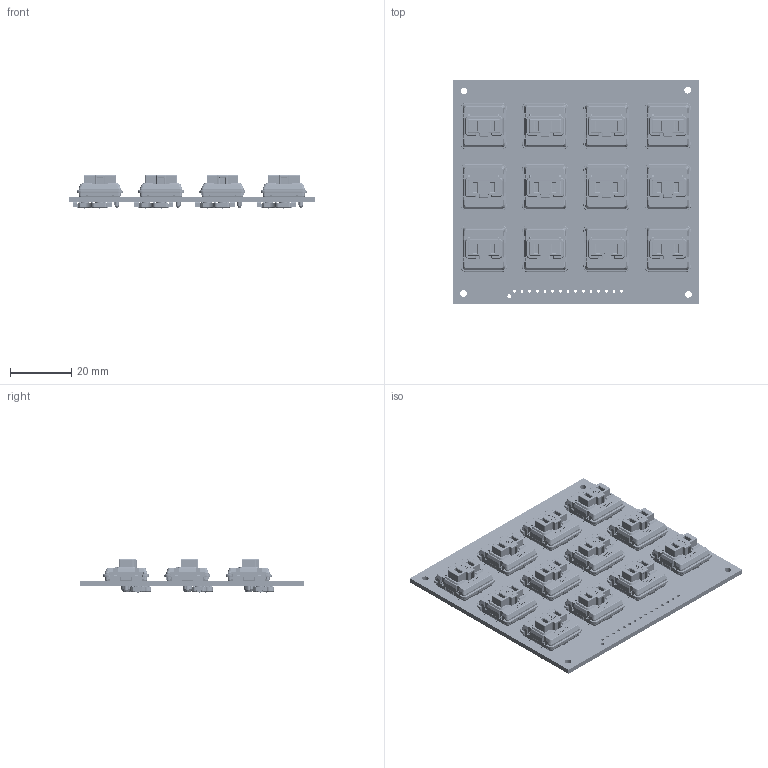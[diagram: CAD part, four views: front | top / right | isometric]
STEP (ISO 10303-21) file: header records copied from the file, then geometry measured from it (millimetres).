
FILE_DESCRIPTION(('KiCad electronic assembly'),'2;1');
FILE_NAME('Macro keyboard.step','2024-09-14T07:28:51',('Pcbnew'),( 'Kicad'),'Open CASCADE STEP processor 7.7','KiCad to STEP converter' ,'Unknown');
FILE_SCHEMA(('AUTOMOTIVE_DESIGN { 1 0 10303 214 1 1 1 1 }'));
Length unit declared in the file: millimetre
Products named in the file (8): Macro keyboard 1; C_0603_1608Metric; KEYSWITCH - KAILH - SW_PG1350; kailh CPG135001D03; KEYSWITCH SOCKET - KAILH - PG1350; PG1350; Macro keyboard_PCB
Assembly tree (40 placements, depth 3):
  Macro keyboard 1
    C_0603_1608Metric  x12
      C_0603_1608Metric
    KEYSWITCH - KAILH - SW_PG1350  x12
      kailh CPG135001D03
    KEYSWITCH SOCKET - KAILH - PG1350  x12
      PG1350
    Macro keyboard_PCB
Bounding box: 80 x 73.08 x 11 mm (x, y, z)
Volume: 20924.4 mm3; surface area: 34290.4 mm2
Topology: 109 solids, 109 shells, 9698 faces, 25440 edges, 16104 vertices
Faces by surface type: plane 6018, cylinder 2360, bspline 552, cone 336, torus 264, revolution 96, sphere 72
Full cylindrical faces by diameter (mm): 0.95 x15, 1.25 x1, 1.9 x24, 2.2 x4, 2.9 x24, 3 x24, 3.988 x12
Entity records: 29453 total; most frequent: CARTESIAN_POINT 6495, ORIENTED_EDGE 4698, DIRECTION 4515, EDGE_CURVE 2349, LINE 1617, VECTOR 1617, VERTEX_POINT 1496, AXIS2_PLACEMENT_3D 1445
